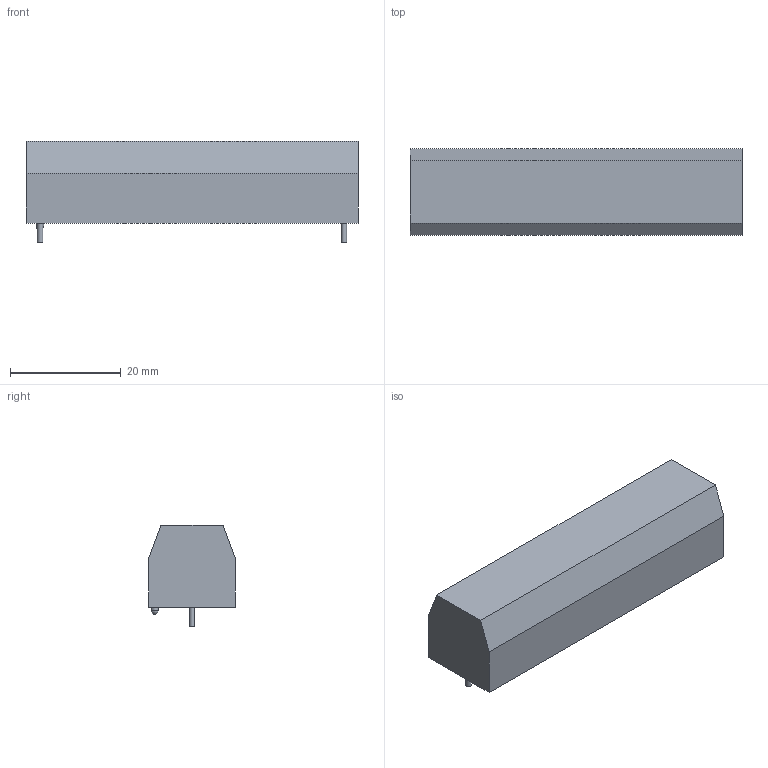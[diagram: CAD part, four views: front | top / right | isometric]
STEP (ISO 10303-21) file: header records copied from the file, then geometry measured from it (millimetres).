
FILE_DESCRIPTION(/* description */ (''),/* implementation_level */ '2;1');
FILE_NAME(/* name */ 'Keystone 1087 Battery Holder v2.step',/* time_stamp */ '2022-05-20T15:57:39-05:00',/* author */ (''),/* organization */ (''),/* preprocessor_version */ 'ST-DEVELOPER v18.1',/* originating_system */ 'Autodesk Translation Framework v10.14.0.1471',/* authorisation */ '');
FILE_SCHEMA (('AUTOMOTIVE_DESIGN { 1 0 10303 214 3 1 1 }'));
Length unit declared in the file: millimetre
Products named in the file (1): Keystone 1087 Battery Holder
Bounding box: 59.93 x 15.54 x 18.41 mm (x, y, z)
Volume: 13082.8 mm3; surface area: 3892.6 mm2
Topology: 1 solids, 1 shells, 14 faces, 29 edges, 19 vertices
Faces by surface type: plane 10, cylinder 3, sphere 1
Full cylindrical faces by diameter (mm): 0.97 x2, 1.27 x1
Entity records: 400 total; most frequent: DIRECTION 65, CARTESIAN_POINT 62, ORIENTED_EDGE 56, EDGE_CURVE 28, AXIS2_PLACEMENT_3D 22, LINE 21, VECTOR 21, VERTEX_POINT 19
